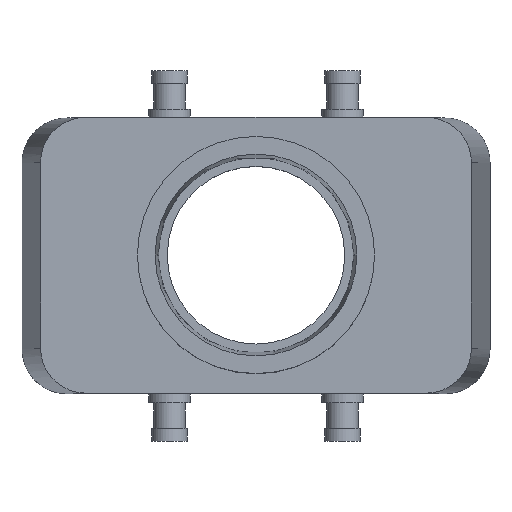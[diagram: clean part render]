
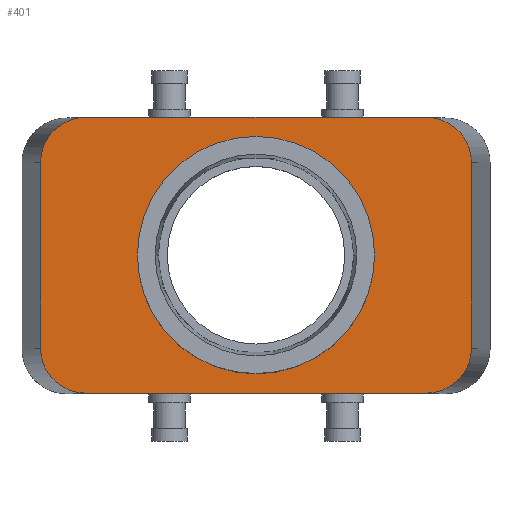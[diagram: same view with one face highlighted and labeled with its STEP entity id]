
A CAD part, top view. The second image highlights one B-rep face of the part: STEP entity #401.
In plain terms, the highlighted planar face has unit normal (0, 0, 1).
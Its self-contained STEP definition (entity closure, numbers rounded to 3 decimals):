
#401 = ADVANCED_FACE( '', ( #884, #885 ), #886, .T. );
#884 = FACE_BOUND( '', #1435, .T. );
#885 = FACE_OUTER_BOUND( '', #1436, .T. );
#886 = PLANE( '', #1437 );
#1435 = EDGE_LOOP( '', ( #2563 ) );
#1436 = EDGE_LOOP( '', ( #2564, #2565, #2566, #2567, #2568, #2569, #2570, #2571 ) );
#1437 = AXIS2_PLACEMENT_3D( '', #2572, #2573, #2574 );
#2563 = ORIENTED_EDGE( '', *, *, #3149, .F. );
#2564 = ORIENTED_EDGE( '', *, *, #3360, .T. );
#2565 = ORIENTED_EDGE( '', *, *, #3113, .T. );
#2566 = ORIENTED_EDGE( '', *, *, #3409, .F. );
#2567 = ORIENTED_EDGE( '', *, *, #3520, .F. );
#2568 = ORIENTED_EDGE( '', *, *, #3338, .T. );
#2569 = ORIENTED_EDGE( '', *, *, #3514, .F. );
#2570 = ORIENTED_EDGE( '', *, *, #3521, .F. );
#2571 = ORIENTED_EDGE( '', *, *, #3522, .T. );
#2572 = CARTESIAN_POINT( '', ( -33.6, 0., 72. ) );
#2573 = DIRECTION( '', ( 0., 0., 1. ) );
#2574 = DIRECTION( '', ( 1., 0., 0. ) );
#3113 = EDGE_CURVE( '', #3648, #3653, #3655, .T. );
#3149 = EDGE_CURVE( '', #3717, #3717, #3718, .T. );
#3338 = EDGE_CURVE( '', #4025, #4022, #4026, .T. );
#3360 = EDGE_CURVE( '', #4060, #3648, #4061, .T. );
#3409 = EDGE_CURVE( '', #4127, #3653, #4129, .T. );
#3514 = EDGE_CURVE( '', #4271, #4022, #4273, .T. );
#3520 = EDGE_CURVE( '', #4025, #4127, #4280, .T. );
#3521 = EDGE_CURVE( '', #4281, #4271, #4282, .T. );
#3522 = EDGE_CURVE( '', #4281, #4060, #4283, .T. );
#3648 = VERTEX_POINT( '', #4433 );
#3653 = VERTEX_POINT( '', #4440 );
#3655 = LINE( '', #4443, #4444 );
#3717 = VERTEX_POINT( '', #4530 );
#3718 = CIRCLE( '', #4531, 18.5 );
#4022 = VERTEX_POINT( '', #5030 );
#4025 = VERTEX_POINT( '', #5034 );
#4026 = ELLIPSE( '', #5035, 7.011, 7. );
#4060 = VERTEX_POINT( '', #5082 );
#4061 = ELLIPSE( '', #5083, 7.011, 7. );
#4127 = VERTEX_POINT( '', #5182 );
#4129 = ELLIPSE( '', #5185, 7.011, 7. );
#4271 = VERTEX_POINT( '', #5448 );
#4273 = LINE( '', #5451, #5452 );
#4280 = LINE( '', #5461, #5462 );
#4281 = VERTEX_POINT( '', #5463 );
#4282 = ELLIPSE( '', #5464, 7.011, 7. );
#4283 = LINE( '', #5465, #5466 );
#4433 = CARTESIAN_POINT( '', ( -26.589, -21.5, 72. ) );
#4440 = CARTESIAN_POINT( '', ( 26.589, -21.5, 72. ) );
#4443 = CARTESIAN_POINT( '', ( -33.6, -21.5, 72. ) );
#4444 = VECTOR( '', #5658, 1000. );
#4530 = CARTESIAN_POINT( '', ( 18.5, 0., 72. ) );
#4531 = AXIS2_PLACEMENT_3D( '', #5693, #5694, #5695 );
#5030 = CARTESIAN_POINT( '', ( 26.589, 21.5, 72. ) );
#5034 = CARTESIAN_POINT( '', ( 33.6, 14.5, 72. ) );
#5035 = AXIS2_PLACEMENT_3D( '', #5891, #5892, #5893 );
#5082 = CARTESIAN_POINT( '', ( -33.6, -14.5, 72. ) );
#5083 = AXIS2_PLACEMENT_3D( '', #5917, #5918, #5919 );
#5182 = CARTESIAN_POINT( '', ( 33.6, -14.5, 72. ) );
#5185 = AXIS2_PLACEMENT_3D( '', #5959, #5960, #5961 );
#5448 = CARTESIAN_POINT( '', ( -26.589, 21.5, 72. ) );
#5451 = CARTESIAN_POINT( '', ( -33.6, 21.5, 72. ) );
#5452 = VECTOR( '', #6051, 1000. );
#5461 = CARTESIAN_POINT( '', ( 33.6, 0., 72. ) );
#5462 = VECTOR( '', #6054, 1000. );
#5463 = CARTESIAN_POINT( '', ( -33.6, 14.5, 72. ) );
#5464 = AXIS2_PLACEMENT_3D( '', #6055, #6056, #6057 );
#5465 = CARTESIAN_POINT( '', ( -33.6, 0., 72. ) );
#5466 = VECTOR( '', #6058, 1000. );
#5658 = DIRECTION( '', ( 1., 0., 0. ) );
#5693 = CARTESIAN_POINT( '', ( 0., 0., 72. ) );
#5694 = DIRECTION( '', ( 0., 0., 1. ) );
#5695 = DIRECTION( '', ( 1., 0., 0. ) );
#5891 = CARTESIAN_POINT( '', ( 26.589, 14.5, 72. ) );
#5892 = DIRECTION( '', ( 0., 0., 1. ) );
#5893 = DIRECTION( '', ( 1., 0., 0. ) );
#5917 = CARTESIAN_POINT( '', ( -26.589, -14.5, 72. ) );
#5918 = DIRECTION( '', ( 0., 0., 1. ) );
#5919 = DIRECTION( '', ( -1., 0., 0. ) );
#5959 = CARTESIAN_POINT( '', ( 26.589, -14.5, 72. ) );
#5960 = DIRECTION( '', ( 0., 0., -1. ) );
#5961 = DIRECTION( '', ( 1., 0., 0. ) );
#6051 = DIRECTION( '', ( 1., 0., 0. ) );
#6054 = DIRECTION( '', ( 0., -1., 0. ) );
#6055 = CARTESIAN_POINT( '', ( -26.589, 14.5, 72. ) );
#6056 = DIRECTION( '', ( 0., 0., -1. ) );
#6057 = DIRECTION( '', ( -1., 0., 0. ) );
#6058 = DIRECTION( '', ( 0., -1., 0. ) );
